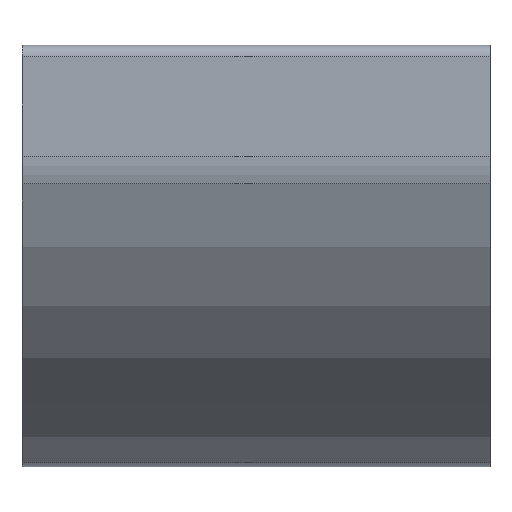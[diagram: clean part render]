
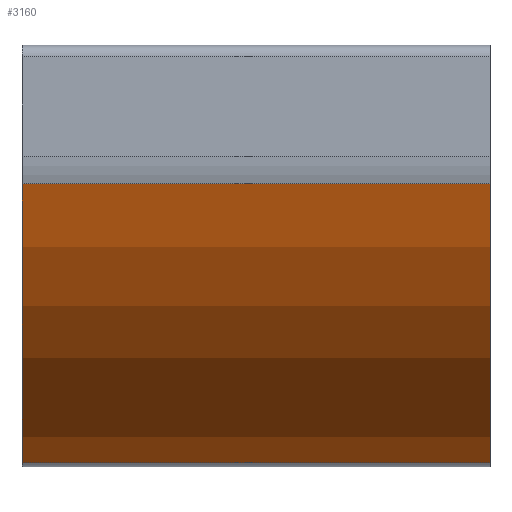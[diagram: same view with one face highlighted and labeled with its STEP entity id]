
A CAD part, top view. The second image highlights one B-rep face of the part: STEP entity #3160.
In plain terms, the highlighted cylindrical face has radius 90 mm (diameter 180 mm), a partial arc.
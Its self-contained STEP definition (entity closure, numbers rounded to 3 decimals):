
#147=CIRCLE('',#3448,90.);
#179=CIRCLE('',#3488,90.);
#266=CYLINDRICAL_SURFACE('',#3487,90.);
#391=FACE_OUTER_BOUND('',#561,.T.);
#561=EDGE_LOOP('',(#2578,#2579,#2580,#2581));
#839=LINE('',#5259,#1142);
#840=LINE('',#5263,#1143);
#1142=VECTOR('',#4272,10.);
#1143=VECTOR('',#4277,10.);
#1426=VERTEX_POINT('',#5105);
#1427=VERTEX_POINT('',#5107);
#1495=VERTEX_POINT('',#5257);
#1496=VERTEX_POINT('',#5261);
#1833=EDGE_CURVE('',#1426,#1427,#147,.T.);
#1909=EDGE_CURVE('',#1495,#1426,#839,.T.);
#1910=EDGE_CURVE('',#1496,#1495,#179,.T.);
#1911=EDGE_CURVE('',#1496,#1427,#840,.T.);
#2578=ORIENTED_EDGE('',*,*,#1909,.F.);
#2579=ORIENTED_EDGE('',*,*,#1910,.F.);
#2580=ORIENTED_EDGE('',*,*,#1911,.T.);
#2581=ORIENTED_EDGE('',*,*,#1833,.F.);
#3160=ADVANCED_FACE('',(#391),#266,.T.);
#3448=AXIS2_PLACEMENT_3D('',#5108,#4150,#4151);
#3487=AXIS2_PLACEMENT_3D('',#5260,#4273,#4274);
#3488=AXIS2_PLACEMENT_3D('',#5262,#4275,#4276);
#4150=DIRECTION('center_axis',(-1.,0.,0.));
#4151=DIRECTION('ref_axis',(0.,0.295,-0.955));
#4272=DIRECTION('',(-1.,0.,0.));
#4273=DIRECTION('center_axis',(1.,0.,0.));
#4274=DIRECTION('ref_axis',(0.,0.295,-0.955));
#4275=DIRECTION('center_axis',(1.,0.,0.));
#4276=DIRECTION('ref_axis',(0.,0.295,-0.955));
#4277=DIRECTION('',(-1.,0.,0.));
#5105=CARTESIAN_POINT('',(-50.,-21.609,-37.825));
#5107=CARTESIAN_POINT('',(-50.,37.825,21.609));
#5108=CARTESIAN_POINT('Origin',(-50.,64.383,-64.383));
#5257=CARTESIAN_POINT('',(50.,-21.609,-37.825));
#5259=CARTESIAN_POINT('',(0.,-21.609,-37.825));
#5260=CARTESIAN_POINT('Origin',(0.,64.383,-64.383));
#5261=CARTESIAN_POINT('',(50.,37.825,21.609));
#5262=CARTESIAN_POINT('Origin',(50.,64.383,-64.383));
#5263=CARTESIAN_POINT('',(0.,37.825,21.609));
